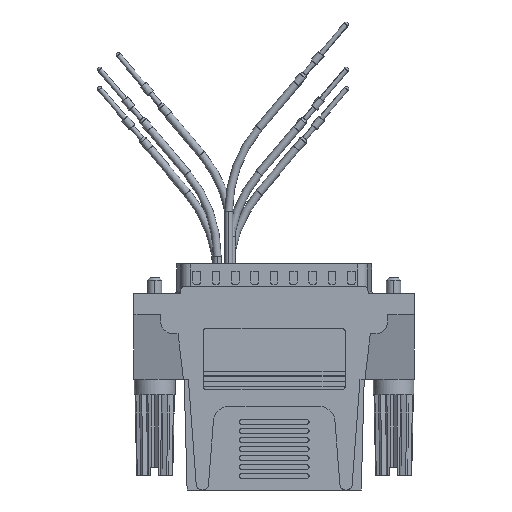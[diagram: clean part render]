
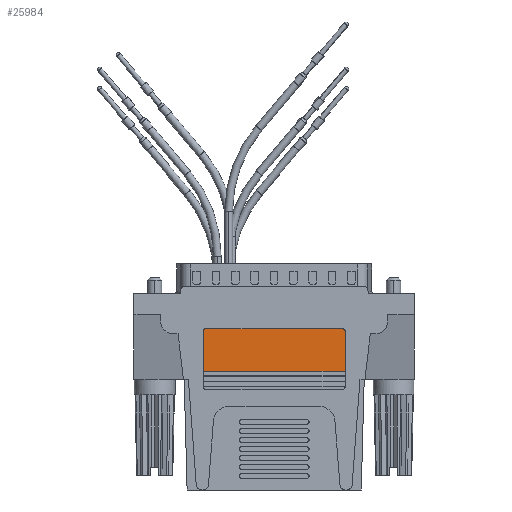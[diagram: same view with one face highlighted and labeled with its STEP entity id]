
A CAD part, front view. The second image highlights one B-rep face of the part: STEP entity #25984.
In plain terms, the highlighted planar face has unit normal (0, -1, 0).
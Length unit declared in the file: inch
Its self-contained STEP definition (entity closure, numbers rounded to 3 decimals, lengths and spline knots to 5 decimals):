
#13821 = VECTOR ( 'NONE', #13893, 39.37008 ) ;
#13822 = CARTESIAN_POINT ( 'NONE',  ( -0.55, -0.305, 0.40411 ) ) ;
#13823 = LINE ( 'NONE', #13822, #13821 ) ;
#13824 = DIRECTION ( 'NONE',  ( 0., 0., -1. ) ) ;
#13825 = DIRECTION ( 'NONE',  ( 0., 1., 0. ) ) ;
#13826 = CARTESIAN_POINT ( 'NONE',  ( -0.53, -0.305, 0.71211 ) ) ;
#13827 = AXIS2_PLACEMENT_3D ( 'NONE', #13826, #13825, #13824 ) ;
#13828 = PLANE ( 'NONE',  #13827 ) ;
#13829 = FACE_OUTER_BOUND ( 'NONE', #25985, .T. ) ;
#13893 = DIRECTION ( 'NONE',  ( 1., 0., 0. ) ) ;
#13903 = DIRECTION ( 'NONE',  ( 0., 0., 1. ) ) ;
#13904 = VECTOR ( 'NONE', #13903, 39.37008 ) ;
#13905 = CARTESIAN_POINT ( 'NONE',  ( -0.55, -0.305, 0.28211 ) ) ;
#13906 = LINE ( 'NONE', #13905, #13904 ) ;
#13913 = CARTESIAN_POINT ( 'NONE',  ( -0.55, -0.305, 0.40411 ) ) ;
#13960 = CARTESIAN_POINT ( 'NONE',  ( 0.55, -0.305, 0.40411 ) ) ;
#13961 = DIRECTION ( 'NONE',  ( 0., 0., -1. ) ) ;
#13962 = VECTOR ( 'NONE', #13961, 39.37008 ) ;
#13963 = CARTESIAN_POINT ( 'NONE',  ( 0.55, -0.305, 0.28211 ) ) ;
#13964 = LINE ( 'NONE', #13963, #13962 ) ;
#13965 = CARTESIAN_POINT ( 'NONE',  ( 0.53, -0.305, 0.73211 ) ) ;
#13989 = DIRECTION ( 'NONE',  ( 0., 0., -1. ) ) ;
#13990 = DIRECTION ( 'NONE',  ( 0., 1., 0. ) ) ;
#13991 = CARTESIAN_POINT ( 'NONE',  ( 0.53, -0.305, 0.71211 ) ) ;
#13992 = AXIS2_PLACEMENT_3D ( 'NONE', #13991, #13990, #13989 ) ;
#13993 = CIRCLE ( 'NONE', #13992, 0.02 ) ;
#14008 = CARTESIAN_POINT ( 'NONE',  ( 0.55, -0.305, 0.71211 ) ) ;
#14032 = DIRECTION ( 'NONE',  ( 1., 0., 0. ) ) ;
#14033 = VECTOR ( 'NONE', #14032, 39.37008 ) ;
#14034 = CARTESIAN_POINT ( 'NONE',  ( -0.53, -0.305, 0.73211 ) ) ;
#14035 = LINE ( 'NONE', #14034, #14033 ) ;
#14051 = DIRECTION ( 'NONE',  ( 0., 1., 0. ) ) ;
#14052 = CARTESIAN_POINT ( 'NONE',  ( -0.53, -0.305, 0.71211 ) ) ;
#14053 = AXIS2_PLACEMENT_3D ( 'NONE', #14052, #14051, #14114 ) ;
#14054 = CIRCLE ( 'NONE', #14053, 0.02 ) ;
#14113 = CARTESIAN_POINT ( 'NONE',  ( -0.53, -0.305, 0.73211 ) ) ;
#14114 = DIRECTION ( 'NONE',  ( 0., 0., -1. ) ) ;
#14156 = CARTESIAN_POINT ( 'NONE',  ( -0.55, -0.305, 0.71211 ) ) ;
#25984 = ADVANCED_FACE ( 'NONE', ( #13829 ), #13828, .F. ) ;
#25985 = EDGE_LOOP ( 'NONE', ( #25986, #25987, #26013, #26014, #26015, #26172 ) ) ;
#25986 = ORIENTED_EDGE ( 'NONE', *, *, #26039, .F. ) ;
#25987 = ORIENTED_EDGE ( 'NONE', *, *, #25988, .T. ) ;
#25988 = EDGE_CURVE ( 'NONE', #26032, #26091, #13823, .T. ) ;
#26013 = ORIENTED_EDGE ( 'NONE', *, *, #26090, .F. ) ;
#26014 = ORIENTED_EDGE ( 'NONE', *, *, #26110, .F. ) ;
#26015 = ORIENTED_EDGE ( 'NONE', *, *, #26134, .F. ) ;
#26032 = VERTEX_POINT ( 'NONE', #13913 ) ;
#26039 = EDGE_CURVE ( 'NONE', #26032, #26208, #13906, .T. ) ;
#26088 = VERTEX_POINT ( 'NONE', #13965 ) ;
#26090 = EDGE_CURVE ( 'NONE', #26100, #26091, #13964, .T. ) ;
#26091 = VERTEX_POINT ( 'NONE', #13960 ) ;
#26100 = VERTEX_POINT ( 'NONE', #14008 ) ;
#26110 = EDGE_CURVE ( 'NONE', #26088, #26100, #13993, .T. ) ;
#26134 = EDGE_CURVE ( 'NONE', #26153, #26088, #14035, .T. ) ;
#26152 = EDGE_CURVE ( 'NONE', #26208, #26153, #14054, .T. ) ;
#26153 = VERTEX_POINT ( 'NONE', #14113 ) ;
#26172 = ORIENTED_EDGE ( 'NONE', *, *, #26152, .F. ) ;
#26208 = VERTEX_POINT ( 'NONE', #14156 ) ;
